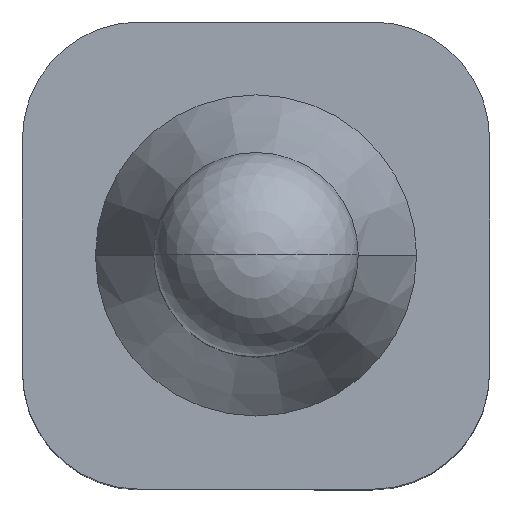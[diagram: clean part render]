
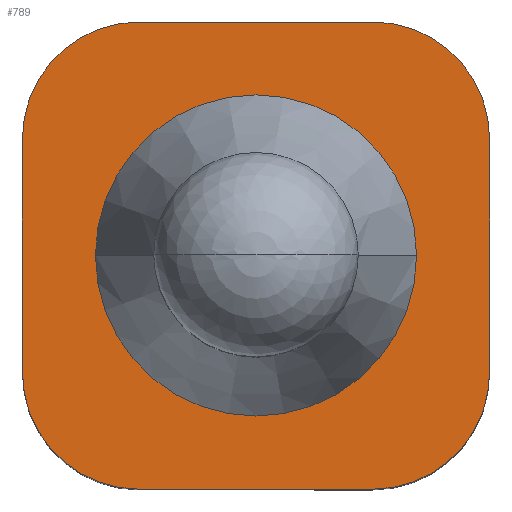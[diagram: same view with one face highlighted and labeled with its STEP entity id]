
A CAD part, top view. The second image highlights one B-rep face of the part: STEP entity #789.
In plain terms, the highlighted planar face has unit normal (0, 0, 1).
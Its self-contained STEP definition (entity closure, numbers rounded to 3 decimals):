
#141=CARTESIAN_POINT('',(2.0,0.,5.0));
#142=VERTEX_POINT('',#141);
#151=CARTESIAN_POINT('',(-2.0,0.,5.0));
#152=VERTEX_POINT('',#151);
#153=CARTESIAN_POINT('',(0.,0.,5.0));
#154=DIRECTION('',(0.0,0.0,-1.0));
#155=DIRECTION('',(1.0,0.0,0.0));
#156=AXIS2_PLACEMENT_3D('',#153,#154,#155);
#157=CIRCLE('',#156,2.0);
#158=EDGE_CURVE('',#152,#142,#157,.T.);
#564=CARTESIAN_POINT('',(0.,0.,5.0));
#565=DIRECTION('',(0.0,0.0,-1.0));
#566=DIRECTION('',(1.0,0.0,0.0));
#567=AXIS2_PLACEMENT_3D('',#564,#565,#566);
#568=CIRCLE('',#567,2.0);
#569=EDGE_CURVE('',#142,#152,#568,.T.);
#579=CARTESIAN_POINT('',(-4.0,-2.,5.0));
#580=VERTEX_POINT('',#579);
#581=CARTESIAN_POINT('',(-4.0,2.0,5.0));
#582=VERTEX_POINT('',#581);
#583=CARTESIAN_POINT('',(-4.0,-2.,5.0));
#584=DIRECTION('',(0.0,1.0,0.0));
#585=VECTOR('',#584,4.0);
#586=LINE('',#583,#585);
#587=EDGE_CURVE('',#580,#582,#586,.T.);
#610=CARTESIAN_POINT('',(-2.,4.0,5.0));
#611=VERTEX_POINT('',#610);
#612=CARTESIAN_POINT('',(-2.,2.0,5.0));
#613=DIRECTION('',(0.0,0.0,-1.0));
#614=DIRECTION('',(1.0,0.0,0.0));
#615=AXIS2_PLACEMENT_3D('',#612,#613,#614);
#616=CIRCLE('',#615,2.0);
#617=EDGE_CURVE('',#582,#611,#616,.T.);
#635=CARTESIAN_POINT('',(2.,4.,5.0));
#636=VERTEX_POINT('',#635);
#637=CARTESIAN_POINT('',(-2.,4.0,5.0));
#638=DIRECTION('',(1.0,0.0,0.0));
#639=VECTOR('',#638,4.);
#640=LINE('',#637,#639);
#641=EDGE_CURVE('',#611,#636,#640,.T.);
#659=CARTESIAN_POINT('',(4.,2.,5.0));
#660=VERTEX_POINT('',#659);
#661=CARTESIAN_POINT('',(2.,2.,5.0));
#662=DIRECTION('',(0.0,0.0,-1.0));
#663=DIRECTION('',(1.0,0.0,0.0));
#664=AXIS2_PLACEMENT_3D('',#661,#662,#663);
#665=CIRCLE('',#664,2.0);
#666=EDGE_CURVE('',#636,#660,#665,.T.);
#684=CARTESIAN_POINT('',(4.,-2.0,5.0));
#685=VERTEX_POINT('',#684);
#686=CARTESIAN_POINT('',(4.,2.,5.0));
#687=DIRECTION('',(0.0,-1.0,0.0));
#688=VECTOR('',#687,4.0);
#689=LINE('',#686,#688);
#690=EDGE_CURVE('',#660,#685,#689,.T.);
#708=CARTESIAN_POINT('',(2.,-4.,5.0));
#709=VERTEX_POINT('',#708);
#710=CARTESIAN_POINT('',(2.,-2.0,5.0));
#711=DIRECTION('',(0.0,0.0,-1.0));
#712=DIRECTION('',(1.0,0.0,0.0));
#713=AXIS2_PLACEMENT_3D('',#710,#711,#712);
#714=CIRCLE('',#713,2.0);
#715=EDGE_CURVE('',#685,#709,#714,.T.);
#733=CARTESIAN_POINT('',(-2.,-4.0,5.0));
#734=VERTEX_POINT('',#733);
#735=CARTESIAN_POINT('',(2.,-4.,5.0));
#736=DIRECTION('',(-1.0,0.0,0.0));
#737=VECTOR('',#736,4.);
#738=LINE('',#735,#737);
#739=EDGE_CURVE('',#709,#734,#738,.T.);
#757=CARTESIAN_POINT('',(-2.,-2.0,5.0));
#758=DIRECTION('',(0.0,0.0,-1.0));
#759=DIRECTION('',(1.0,0.0,0.0));
#760=AXIS2_PLACEMENT_3D('',#757,#758,#759);
#761=CIRCLE('',#760,2.0);
#762=EDGE_CURVE('',#734,#580,#761,.T.);
#770=CARTESIAN_POINT('',(0.0,0.,5.0));
#771=DIRECTION('',(0.0,0.0,1.0));
#772=DIRECTION('',(1.0,0.0,0.0));
#773=AXIS2_PLACEMENT_3D('',#770,#771,#772);
#774=PLANE('',#773);
#775=ORIENTED_EDGE('',*,*,#587,.F.);
#776=ORIENTED_EDGE('',*,*,#762,.F.);
#777=ORIENTED_EDGE('',*,*,#739,.F.);
#778=ORIENTED_EDGE('',*,*,#715,.F.);
#779=ORIENTED_EDGE('',*,*,#690,.F.);
#780=ORIENTED_EDGE('',*,*,#666,.F.);
#781=ORIENTED_EDGE('',*,*,#641,.F.);
#782=ORIENTED_EDGE('',*,*,#617,.F.);
#783=EDGE_LOOP('',(#775,#776,#777,#778,#779,#780,#781,#782));
#784=FACE_OUTER_BOUND('',#783,.T.);
#785=ORIENTED_EDGE('',*,*,#569,.T.);
#786=ORIENTED_EDGE('',*,*,#158,.T.);
#787=EDGE_LOOP('',(#785,#786));
#788=FACE_BOUND('',#787,.T.);
#789=ADVANCED_FACE('',(#784,#788),#774,.T.);
